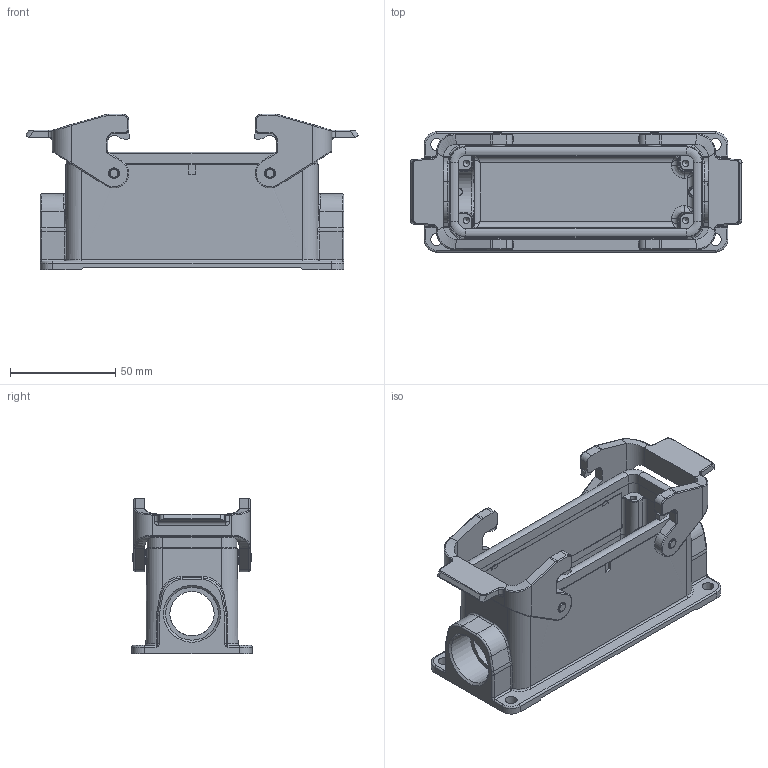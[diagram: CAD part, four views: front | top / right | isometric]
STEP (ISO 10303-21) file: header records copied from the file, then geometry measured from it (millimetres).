
FILE_DESCRIPTION(/* description */ (''),/* implementation_level */ '2;1');
FILE_NAME(/* name */ '100182726ugm000_b.stp',/* time_stamp */ '2015-09-25T10:07:49+02:00',/* author */ (''),/* organization */ (''),/* preprocessor_version */ 'ST-DEVELOPER v15',/* originating_system */ 'SIEMENS PLM Software NX 8.5',/* authorisation */ '');
FILE_SCHEMA (('AUTOMOTIVE_DESIGN { 1 0 10303 214 3 1 1 1 }'));
Length unit declared in the file: millimetre
Products named in the file (1): 100182726ugm000_b
Bounding box: 157.4 x 57 x 73.8 mm (x, y, z)
Volume: 130134.4 mm3; surface area: 66941.8 mm2
Topology: 3 solids, 4 shells, 770 faces, 1943 edges, 1195 vertices
Faces by surface type: plane 304, cylinder 265, bspline 112, torus 48, cone 35, sphere 4, extrusion 2
Full cylindrical faces by diameter (mm): 0.88 x1, 1.04 x1, 3 x4, 4.8 x4, 5.1 x4, 5.6 x4, 7 x4, 21 x2, 25 x2
Entity records: 29301 total; most frequent: CARTESIAN_POINT 8421, ORIENTED_EDGE 3726, DIRECTION 3642, EDGE_CURVE 1863, AXIS2_PLACEMENT_3D 1344, VERTEX_POINT 1180, VECTOR 954, LINE 952
